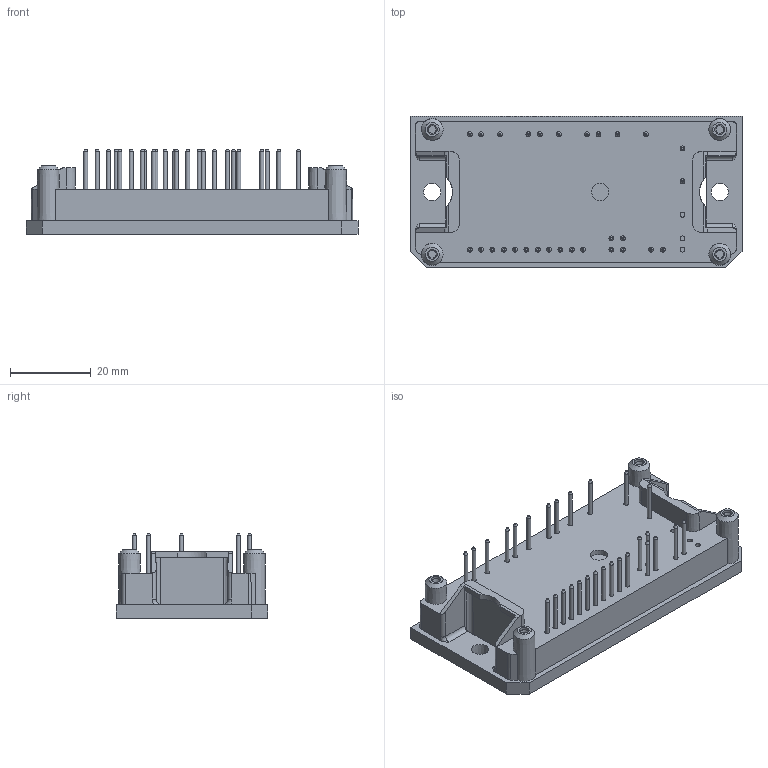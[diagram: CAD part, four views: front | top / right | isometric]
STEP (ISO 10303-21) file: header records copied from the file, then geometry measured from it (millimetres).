
FILE_DESCRIPTION( ( 'Unknown' ), '1' );
FILE_NAME( 'Flow1-4T17W-P580(290)-01-OL.stp', 'Unknown', ( 'Unknown' ), ( 'Unknown' ), 'PSStep 17.0.49', 'Unknown', ' ' );
FILE_SCHEMA( ( 'AUTOMOTIVE_DESIGN { 1 0 10303 214 1 1 1 1 }' ) );
Length unit declared in the file: millimetre
Products named in the file (2): title2
Bounding box: 82 x 37.4 x 21.23 mm (x, y, z)
Volume: 28522 mm3; surface area: 13266.5 mm2
Topology: 2 solids, 34 shells, 414 faces, 890 edges, 611 vertices
Faces by surface type: plane 237, cylinder 116, cone 57, bspline 4
Full cylindrical faces by diameter (mm): 0.5 x32, 1 x29, 1.2 x32, 2.4 x4, 4.3 x1
Entity records: 13322 total; most frequent: CARTESIAN_POINT 1980, DIRECTION 1756, ORIENTED_EDGE 1278, AXIS2_PLACEMENT_3D 729, EDGE_CURVE 639, EDGE_LOOP 634, FACE_OUTER_BOUND 512, VERTEX_POINT 505
